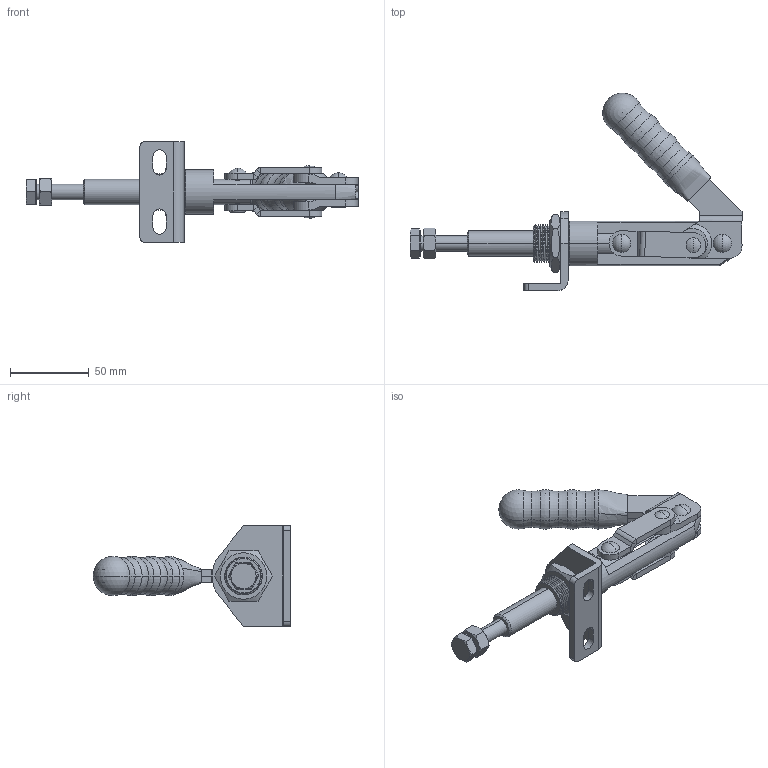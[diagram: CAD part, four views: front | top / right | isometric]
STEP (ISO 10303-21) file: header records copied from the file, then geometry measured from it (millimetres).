
FILE_DESCRIPTION (( 'STEP AP214' ), '1' );
FILE_NAME ('GH-30450M(Â²¤Æ).STEP', '2020-11-25T08:12:55', ( 'LinWei' ), ( '' ), 'SwSTEP 2.0', 'SolidWorks 2016', '' );
FILE_SCHEMA (( 'AUTOMOTIVE_DESIGN' ));
Length unit declared in the file: millimetre
Products named in the file (7): 13045013(ch-solid-after)-1^GH-30450M(簡化); 430450M32-1^GH-30450M(簡化); Group5^GH-30450M(簡化); Group4^GH-30450M(簡化); Group2^GH-30450M(簡化); Group1^GH-30450M(簡化); GH-30450M(簡化)
Assembly tree (6 placements, depth 2):
  GH-30450M(簡化)
    Group1^GH-30450M(簡化)
    Group2^GH-30450M(簡化)
    Group4^GH-30450M(簡化)
    Group5^GH-30450M(簡化)
    430450M32-1^GH-30450M(簡化)
    13045013(ch-solid-after)-1^GH-30450M(簡化)
Bounding box: 210.9 x 125.45 x 64 mm (x, y, z)
Volume: 121150.6 mm3; surface area: 64631.8 mm2
Topology: 9 solids, 10 shells, 363 faces, 924 edges, 584 vertices
Faces by surface type: plane 147, cylinder 127, cone 45, torus 20, sphere 16, bspline 8
Entity records: 17725 total; most frequent: CARTESIAN_POINT 8446, DIRECTION 1818, ORIENTED_EDGE 1810, EDGE_CURVE 905, AXIS2_PLACEMENT_3D 709, VERTEX_POINT 577, EDGE_LOOP 404, VECTOR 400
